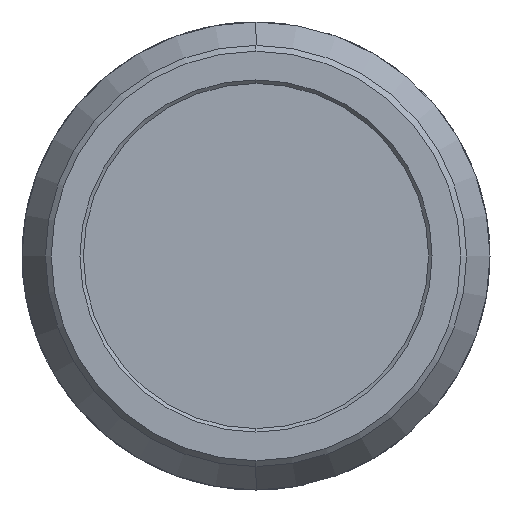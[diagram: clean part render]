
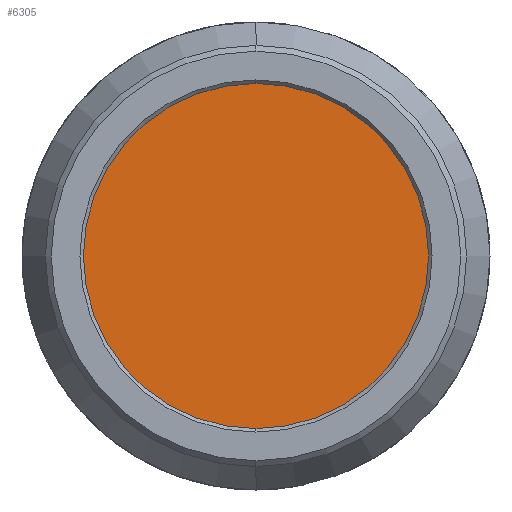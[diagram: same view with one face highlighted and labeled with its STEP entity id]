
A CAD part, left-side view. The second image highlights one B-rep face of the part: STEP entity #6305.
In plain terms, the highlighted planar face has unit normal (-1, 0, 0).
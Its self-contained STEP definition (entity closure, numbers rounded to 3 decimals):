
#177 = CARTESIAN_POINT ( 'NONE',  ( 1.261, 0., 14.75 ) ) ;
#276 = AXIS2_PLACEMENT_3D ( 'NONE', #1434, #3613, #5132 ) ;
#289 = EDGE_CURVE ( 'NONE', #6823, #1310, #634, .T. ) ;
#634 = CIRCLE ( 'NONE', #3979, 14.75 ) ;
#1310 = VERTEX_POINT ( 'NONE', #177 ) ;
#1434 = CARTESIAN_POINT ( 'NONE',  ( 1.261, 0., 0. ) ) ;
#1567 = DIRECTION ( 'NONE',  ( -1., 0., 0. ) ) ;
#2201 = AXIS2_PLACEMENT_3D ( 'NONE', #3192, #1567, #2569 ) ;
#2397 = CARTESIAN_POINT ( 'NONE',  ( 1.261, 0., 0. ) ) ;
#2538 = ORIENTED_EDGE ( 'NONE', *, *, #289, .F. ) ;
#2569 = DIRECTION ( 'NONE',  ( 0., 0., 1. ) ) ;
#2882 = DIRECTION ( 'NONE',  ( 1., 0., 0. ) ) ;
#3192 = CARTESIAN_POINT ( 'NONE',  ( 1.261, 0., 0. ) ) ;
#3262 = EDGE_LOOP ( 'NONE', ( #6079, #2538 ) ) ;
#3613 = DIRECTION ( 'NONE',  ( 1., 0., 0. ) ) ;
#3657 = PLANE ( 'NONE',  #2201 ) ;
#3979 = AXIS2_PLACEMENT_3D ( 'NONE', #2397, #2882, #4458 ) ;
#4072 = EDGE_CURVE ( 'NONE', #1310, #6823, #4646, .T. ) ;
#4227 = CARTESIAN_POINT ( 'NONE',  ( 1.261, 0., -14.75 ) ) ;
#4458 = DIRECTION ( 'NONE',  ( 0., 0., 1. ) ) ;
#4646 = CIRCLE ( 'NONE', #276, 14.75 ) ;
#5132 = DIRECTION ( 'NONE',  ( 0., 0., 1. ) ) ;
#5794 = FACE_OUTER_BOUND ( 'NONE', #3262, .T. ) ;
#6079 = ORIENTED_EDGE ( 'NONE', *, *, #4072, .F. ) ;
#6305 = ADVANCED_FACE ( 'NONE', ( #5794 ), #3657, .T. ) ;
#6823 = VERTEX_POINT ( 'NONE', #4227 ) ;
